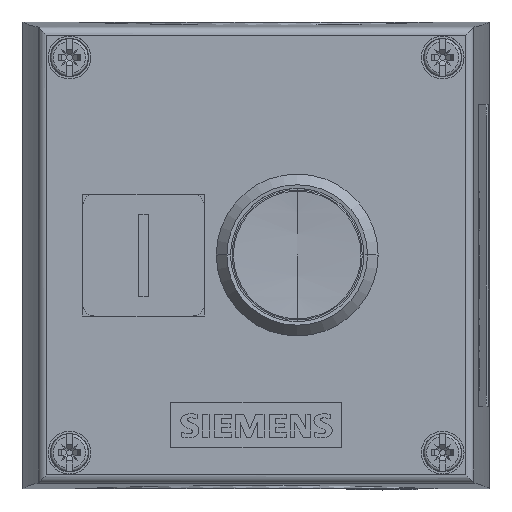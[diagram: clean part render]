
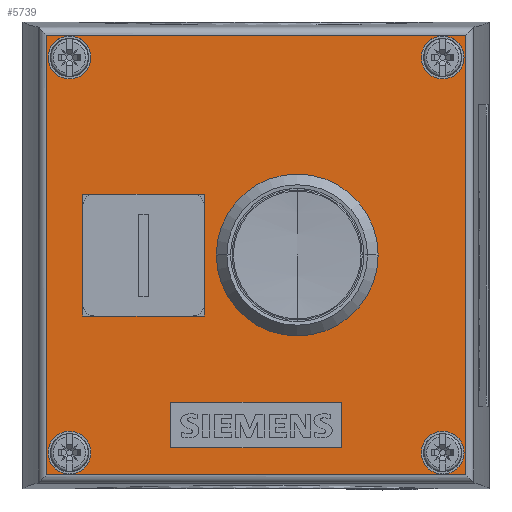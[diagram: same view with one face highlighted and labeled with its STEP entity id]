
A CAD part, top view. The second image highlights one B-rep face of the part: STEP entity #5739.
In plain terms, the highlighted planar face has unit normal (0, 0, 1).
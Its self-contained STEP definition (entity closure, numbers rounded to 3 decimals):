
#5739=ADVANCED_FACE('',(#12624,#12625,#12626,#12627,#12628,#12629,#12630,#12631),#12632,.T.);
#12624=FACE_OUTER_BOUND('',#20305,.T.);
#12625=FACE_BOUND('',#20306,.T.);
#12626=FACE_BOUND('',#20307,.T.);
#12627=FACE_BOUND('',#20308,.T.);
#12628=FACE_BOUND('',#20309,.T.);
#12629=FACE_BOUND('',#20310,.T.);
#12630=FACE_BOUND('',#20311,.T.);
#12631=FACE_BOUND('',#20312,.T.);
#12632=PLANE('',#20313);
#20305=EDGE_LOOP('',(#43022,#43023,#43024,#43025));
#20306=EDGE_LOOP('',(#43026,#43027));
#20307=EDGE_LOOP('',(#43028,#43029));
#20308=EDGE_LOOP('',(#43030,#43031));
#20309=EDGE_LOOP('',(#43032,#43033));
#20310=EDGE_LOOP('',(#43034,#43035,#43036,#43037));
#20311=EDGE_LOOP('',(#43038,#43039,#43040,#43041));
#20312=EDGE_LOOP('',(#43042,#43043));
#20313=AXIS2_PLACEMENT_3D('',#43044,#43045,#43046);
#43022=ORIENTED_EDGE('',*,*,#48965,.T.);
#43023=ORIENTED_EDGE('',*,*,#48961,.F.);
#43024=ORIENTED_EDGE('',*,*,#48968,.F.);
#43025=ORIENTED_EDGE('',*,*,#48969,.F.);
#43026=ORIENTED_EDGE('',*,*,#45172,.T.);
#43027=ORIENTED_EDGE('',*,*,#48532,.T.);
#43028=ORIENTED_EDGE('',*,*,#45167,.T.);
#43029=ORIENTED_EDGE('',*,*,#48536,.T.);
#43030=ORIENTED_EDGE('',*,*,#45162,.T.);
#43031=ORIENTED_EDGE('',*,*,#48540,.T.);
#43032=ORIENTED_EDGE('',*,*,#45157,.T.);
#43033=ORIENTED_EDGE('',*,*,#48544,.T.);
#43034=ORIENTED_EDGE('',*,*,#48925,.T.);
#43035=ORIENTED_EDGE('',*,*,#48934,.T.);
#43036=ORIENTED_EDGE('',*,*,#48931,.T.);
#43037=ORIENTED_EDGE('',*,*,#48928,.T.);
#43038=ORIENTED_EDGE('',*,*,#45386,.T.);
#43039=ORIENTED_EDGE('',*,*,#45390,.T.);
#43040=ORIENTED_EDGE('',*,*,#45394,.T.);
#43041=ORIENTED_EDGE('',*,*,#48955,.T.);
#43042=ORIENTED_EDGE('',*,*,#45152,.T.);
#43043=ORIENTED_EDGE('',*,*,#48957,.T.);
#43044=CARTESIAN_POINT('',(42.537,85.2,64.0));
#43045=DIRECTION('',(0.0,0.0,1.0));
#43046=DIRECTION('',(1.0,0.0,0.0));
#45152=EDGE_CURVE('',#50258,#50262,#50264,.T.);
#45157=EDGE_CURVE('',#50267,#50271,#50273,.T.);
#45162=EDGE_CURVE('',#50276,#50280,#50282,.T.);
#45167=EDGE_CURVE('',#50285,#50289,#50291,.T.);
#45172=EDGE_CURVE('',#50294,#50298,#50300,.T.);
#45386=EDGE_CURVE('',#50633,#50637,#50639,.T.);
#45390=EDGE_CURVE('',#50637,#50643,#50645,.T.);
#45394=EDGE_CURVE('',#50643,#50649,#50651,.T.);
#48532=EDGE_CURVE('',#50298,#50294,#55107,.T.);
#48536=EDGE_CURVE('',#50289,#50285,#55111,.T.);
#48540=EDGE_CURVE('',#50280,#50276,#55115,.T.);
#48544=EDGE_CURVE('',#50271,#50267,#55119,.T.);
#48925=EDGE_CURVE('',#55687,#55685,#55688,.T.);
#48928=EDGE_CURVE('',#55691,#55687,#55692,.T.);
#48931=EDGE_CURVE('',#55695,#55691,#55696,.T.);
#48934=EDGE_CURVE('',#55685,#55695,#55699,.T.);
#48955=EDGE_CURVE('',#50649,#50633,#55728,.T.);
#48957=EDGE_CURVE('',#50262,#50258,#55730,.T.);
#48961=EDGE_CURVE('',#55734,#55736,#55737,.T.);
#48965=EDGE_CURVE('',#55741,#55736,#55742,.T.);
#48968=EDGE_CURVE('',#55745,#55734,#55746,.T.);
#48969=EDGE_CURVE('',#55741,#55745,#55747,.T.);
#50258=VERTEX_POINT('',#58442);
#50262=VERTEX_POINT('',#58480);
#50264=CIRCLE('',#58483,11.25);
#50267=VERTEX_POINT('',#58486);
#50271=VERTEX_POINT('',#58491);
#50273=CIRCLE('',#58494,3.9);
#50276=VERTEX_POINT('',#58497);
#50280=VERTEX_POINT('',#58502);
#50282=CIRCLE('',#58505,3.9);
#50285=VERTEX_POINT('',#58508);
#50289=VERTEX_POINT('',#58513);
#50291=CIRCLE('',#58516,3.9);
#50294=VERTEX_POINT('',#58519);
#50298=VERTEX_POINT('',#58524);
#50300=CIRCLE('',#58527,3.9);
#50633=VERTEX_POINT('',#58997);
#50637=VERTEX_POINT('',#59003);
#50639=LINE('',#59006,#59007);
#50643=VERTEX_POINT('',#59012);
#50645=LINE('',#59015,#59016);
#50649=VERTEX_POINT('',#59021);
#50651=LINE('',#59024,#59025);
#55107=CIRCLE('',#66076,3.9);
#55111=CIRCLE('',#66080,3.9);
#55115=CIRCLE('',#66084,3.9);
#55119=CIRCLE('',#66088,3.9);
#55685=VERTEX_POINT('',#66863);
#55687=VERTEX_POINT('',#66866);
#55688=LINE('',#66867,#66868);
#55691=VERTEX_POINT('',#66872);
#55692=LINE('',#66873,#66874);
#55695=VERTEX_POINT('',#66878);
#55696=LINE('',#66879,#66880);
#55699=LINE('',#66884,#66885);
#55728=LINE('',#66925,#66926);
#55730=CIRCLE('',#66928,11.25);
#55734=VERTEX_POINT('',#66935);
#55736=VERTEX_POINT('',#66937);
#55737=LINE('',#66938,#66939);
#55741=VERTEX_POINT('',#66943);
#55742=LINE('',#66944,#66945);
#55745=VERTEX_POINT('',#66948);
#55746=LINE('',#66949,#66950);
#55747=LINE('',#66951,#66952);
#58442=CARTESIAN_POINT('',(61.288,42.7,64.0));
#58480=CARTESIAN_POINT('',(38.788,42.7,64.0));
#58483=AXIS2_PLACEMENT_3D('',#68050,#68051,#68052);
#58486=CARTESIAN_POINT('',(12.438,6.7,64.0));
#58491=CARTESIAN_POINT('',(4.638,6.7,64.0));
#58494=AXIS2_PLACEMENT_3D('',#68058,#68059,#68060);
#58497=CARTESIAN_POINT('',(12.438,78.7,64.0));
#58502=CARTESIAN_POINT('',(4.638,78.7,64.0));
#58505=AXIS2_PLACEMENT_3D('',#68066,#68067,#68068);
#58508=CARTESIAN_POINT('',(80.438,6.7,64.0));
#58513=CARTESIAN_POINT('',(72.638,6.7,64.0));
#58516=AXIS2_PLACEMENT_3D('',#68074,#68075,#68076);
#58519=CARTESIAN_POINT('',(80.438,78.7,64.0));
#58524=CARTESIAN_POINT('',(72.638,78.7,64.0));
#58527=AXIS2_PLACEMENT_3D('',#68082,#68083,#68084);
#58997=CARTESIAN_POINT('',(10.938,53.8,64.0));
#59003=CARTESIAN_POINT('',(33.138,53.8,64.0));
#59006=CARTESIAN_POINT('',(32.287,53.8,64.0));
#59007=VECTOR('',#68390,1.0);
#59012=CARTESIAN_POINT('',(33.138,31.6,64.0));
#59015=CARTESIAN_POINT('',(33.138,63.95,64.0));
#59016=VECTOR('',#68393,1.0);
#59021=CARTESIAN_POINT('',(10.938,31.6,64.0));
#59024=CARTESIAN_POINT('',(32.287,31.6,64.0));
#59025=VECTOR('',#68396,1.0);
#66076=AXIS2_PLACEMENT_3D('',#70697,#70698,#70699);
#66080=AXIS2_PLACEMENT_3D('',#70703,#70704,#70705);
#66084=AXIS2_PLACEMENT_3D('',#70709,#70710,#70711);
#66088=AXIS2_PLACEMENT_3D('',#70715,#70716,#70717);
#66863=CARTESIAN_POINT('',(58.088,7.55,64.0));
#66866=CARTESIAN_POINT('',(58.088,15.85,64.0));
#66867=CARTESIAN_POINT('',(58.088,48.45,64.0));
#66868=VECTOR('',#71135,1.0);
#66872=CARTESIAN_POINT('',(26.988,15.85,64.0));
#66873=CARTESIAN_POINT('',(42.537,15.85,64.0));
#66874=VECTOR('',#71137,1.0);
#66878=CARTESIAN_POINT('',(26.988,7.55,64.0));
#66879=CARTESIAN_POINT('',(26.988,48.45,64.0));
#66880=VECTOR('',#71139,1.0);
#66884=CARTESIAN_POINT('',(42.537,7.55,64.0));
#66885=VECTOR('',#71141,1.0);
#66925=CARTESIAN_POINT('',(10.938,63.95,64.0));
#66926=VECTOR('',#71159,1.0);
#66928=AXIS2_PLACEMENT_3D('',#71160,#71161,#71162);
#66935=CARTESIAN_POINT('',(80.714,2.656,64.0));
#66937=CARTESIAN_POINT('',(4.361,2.656,64.0));
#66938=CARTESIAN_POINT('',(42.537,2.656,64.0));
#66939=VECTOR('',#71166,1.0);
#66943=CARTESIAN_POINT('',(4.361,82.744,64.0));
#66944=CARTESIAN_POINT('',(4.361,85.2,64.0));
#66945=VECTOR('',#71170,1.0);
#66948=CARTESIAN_POINT('',(80.714,82.744,64.0));
#66949=CARTESIAN_POINT('',(80.714,85.2,64.0));
#66950=VECTOR('',#71174,1.0);
#66951=CARTESIAN_POINT('',(42.537,82.744,64.0));
#66952=VECTOR('',#71175,1.0);
#68050=CARTESIAN_POINT('',(50.038,42.7,64.0));
#68051=DIRECTION('',(0.0,0.0,-1.0));
#68052=DIRECTION('',(1.0,0.0,0.0));
#68058=CARTESIAN_POINT('',(8.538,6.7,64.0));
#68059=DIRECTION('',(0.0,0.0,-1.0));
#68060=DIRECTION('',(1.0,0.0,0.0));
#68066=CARTESIAN_POINT('',(8.538,78.7,64.0));
#68067=DIRECTION('',(0.0,0.0,-1.0));
#68068=DIRECTION('',(1.0,0.0,0.0));
#68074=CARTESIAN_POINT('',(76.538,6.7,64.0));
#68075=DIRECTION('',(0.0,0.0,-1.0));
#68076=DIRECTION('',(1.0,0.0,0.0));
#68082=CARTESIAN_POINT('',(76.538,78.7,64.0));
#68083=DIRECTION('',(0.0,0.0,-1.0));
#68084=DIRECTION('',(1.0,0.0,0.0));
#68390=DIRECTION('',(1.0,0.0,0.0));
#68393=DIRECTION('',(0.0,-1.0,0.0));
#68396=DIRECTION('',(-1.0,0.0,0.0));
#70697=CARTESIAN_POINT('',(76.538,78.7,64.0));
#70698=DIRECTION('',(0.0,0.0,-1.0));
#70699=DIRECTION('',(1.0,0.0,0.0));
#70703=CARTESIAN_POINT('',(76.538,6.7,64.0));
#70704=DIRECTION('',(0.0,0.0,-1.0));
#70705=DIRECTION('',(1.0,0.0,0.0));
#70709=CARTESIAN_POINT('',(8.538,78.7,64.0));
#70710=DIRECTION('',(0.0,0.0,-1.0));
#70711=DIRECTION('',(1.0,0.0,0.0));
#70715=CARTESIAN_POINT('',(8.538,6.7,64.0));
#70716=DIRECTION('',(0.0,0.0,-1.0));
#70717=DIRECTION('',(1.0,0.0,0.0));
#71135=DIRECTION('',(0.0,-1.0,0.0));
#71137=DIRECTION('',(1.0,0.0,0.0));
#71139=DIRECTION('',(0.0,1.0,0.0));
#71141=DIRECTION('',(-1.0,0.0,0.0));
#71159=DIRECTION('',(0.0,1.0,0.0));
#71160=CARTESIAN_POINT('',(50.038,42.7,64.0));
#71161=DIRECTION('',(0.0,0.0,-1.0));
#71162=DIRECTION('',(1.0,0.0,0.0));
#71166=DIRECTION('',(-1.0,0.0,0.0));
#71170=DIRECTION('',(0.0,-1.0,0.0));
#71174=DIRECTION('',(0.0,-1.0,0.0));
#71175=DIRECTION('',(1.0,0.0,0.0));
